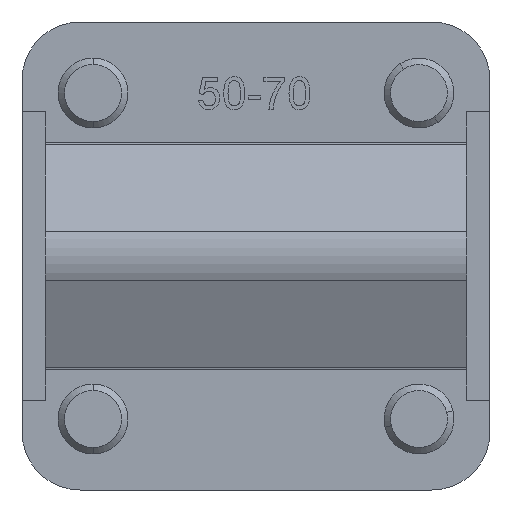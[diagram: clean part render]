
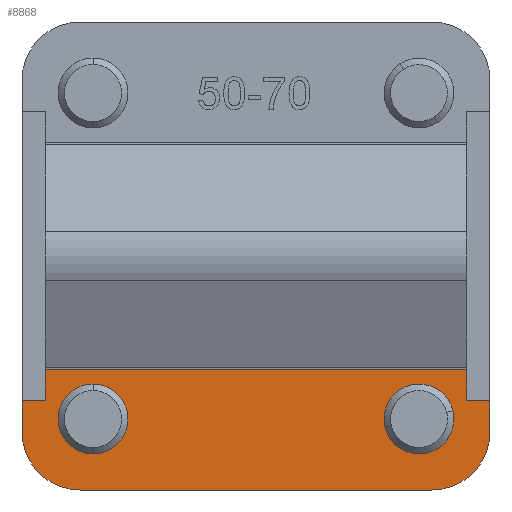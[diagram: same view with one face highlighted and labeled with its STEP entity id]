
A CAD part, front view. The second image highlights one B-rep face of the part: STEP entity #8868.
In plain terms, the highlighted face is planar.
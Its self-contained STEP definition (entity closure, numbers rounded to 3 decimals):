
#19 = DIRECTION ( 'NONE',  ( 0., 1., 0. ) ) ;
#190 = EDGE_LOOP ( 'NONE', ( #7454, #6533 ) ) ;
#214 = VECTOR ( 'NONE', #308, 1000. ) ;
#240 = VERTEX_POINT ( 'NONE', #5972 ) ;
#251 = ORIENTED_EDGE ( 'NONE', *, *, #10416, .F. ) ;
#308 = DIRECTION ( 'NONE',  ( -1., 0., 0. ) ) ;
#392 = DIRECTION ( 'NONE',  ( 0., 0., 1. ) ) ;
#563 = VERTEX_POINT ( 'NONE', #2451 ) ;
#576 = VECTOR ( 'NONE', #7340, 1000. ) ;
#583 = ORIENTED_EDGE ( 'NONE', *, *, #1122, .F. ) ;
#717 = DIRECTION ( 'NONE',  ( 0., 0., 1. ) ) ;
#755 = PLANE ( 'NONE',  #4010 ) ;
#760 = CARTESIAN_POINT ( 'NONE',  ( 14., 0., 14. ) ) ;
#955 = LINE ( 'NONE', #6236, #5592 ) ;
#1047 = VECTOR ( 'NONE', #7159, 1000. ) ;
#1122 = EDGE_CURVE ( 'NONE', #2821, #5189, #4653, .T. ) ;
#1177 = CARTESIAN_POINT ( 'NONE',  ( -20.1, 0., 12.4 ) ) ;
#1267 = CIRCLE ( 'NONE', #6704, 5. ) ;
#1520 = DIRECTION ( 'NONE',  ( 0., 1., 0. ) ) ;
#1557 = CARTESIAN_POINT ( 'NONE',  ( 20.1, 0., 12.4 ) ) ;
#1618 = ORIENTED_EDGE ( 'NONE', *, *, #8249, .T. ) ;
#1634 = LINE ( 'NONE', #3341, #9023 ) ;
#1834 = CARTESIAN_POINT ( 'NONE',  ( -18.1, 0., 12.4 ) ) ;
#2100 = CARTESIAN_POINT ( 'NONE',  ( -18.1, 0., 20.1 ) ) ;
#2101 = VERTEX_POINT ( 'NONE', #1557 ) ;
#2310 = EDGE_CURVE ( 'NONE', #5179, #7624, #4628, .T. ) ;
#2333 = CARTESIAN_POINT ( 'NONE',  ( 15.1, 0., 15.1 ) ) ;
#2407 = LINE ( 'NONE', #4573, #1047 ) ;
#2414 = EDGE_CURVE ( 'NONE', #8359, #5179, #1634, .T. ) ;
#2451 = CARTESIAN_POINT ( 'NONE',  ( 20.1, 0., 15.1 ) ) ;
#2487 = FACE_OUTER_BOUND ( 'NONE', #8075, .T. ) ;
#2554 = LINE ( 'NONE', #6528, #214 ) ;
#2774 = VERTEX_POINT ( 'NONE', #4759 ) ;
#2821 = VERTEX_POINT ( 'NONE', #5642 ) ;
#3154 = CARTESIAN_POINT ( 'NONE',  ( -14., 0., 14. ) ) ;
#3168 = EDGE_CURVE ( 'NONE', #240, #8872, #4627, .T. ) ;
#3341 = CARTESIAN_POINT ( 'NONE',  ( -20.1, 0., 20.1 ) ) ;
#3537 = VERTEX_POINT ( 'NONE', #7628 ) ;
#3677 = EDGE_CURVE ( 'NONE', #563, #2101, #955, .T. ) ;
#3768 = CARTESIAN_POINT ( 'NONE',  ( 14., 0., 11.5 ) ) ;
#3837 = CIRCLE ( 'NONE', #10236, 5. ) ;
#3882 = CARTESIAN_POINT ( 'NONE',  ( 14., 0., 14. ) ) ;
#3889 = DIRECTION ( 'NONE',  ( 0., 1., 0. ) ) ;
#3936 = CIRCLE ( 'NONE', #6630, 2.5 ) ;
#3944 = VERTEX_POINT ( 'NONE', #9310 ) ;
#4010 = AXIS2_PLACEMENT_3D ( 'NONE', #5981, #1520, #717 ) ;
#4036 = DIRECTION ( 'NONE',  ( 0., 0., 1. ) ) ;
#4281 = ORIENTED_EDGE ( 'NONE', *, *, #5757, .T. ) ;
#4307 = CARTESIAN_POINT ( 'NONE',  ( -15.1, 0., 15.1 ) ) ;
#4573 = CARTESIAN_POINT ( 'NONE',  ( 18.1, 0., 20.1 ) ) ;
#4627 = LINE ( 'NONE', #7908, #8900 ) ;
#4628 = LINE ( 'NONE', #9417, #8366 ) ;
#4653 = CIRCLE ( 'NONE', #7146, 2.5 ) ;
#4686 = DIRECTION ( 'NONE',  ( 0., 0., -1. ) ) ;
#4759 = CARTESIAN_POINT ( 'NONE',  ( -14., 0., 11.5 ) ) ;
#5092 = AXIS2_PLACEMENT_3D ( 'NONE', #9966, #3889, #10799 ) ;
#5137 = CIRCLE ( 'NONE', #5092, 2.5 ) ;
#5179 = VERTEX_POINT ( 'NONE', #1177 ) ;
#5189 = VERTEX_POINT ( 'NONE', #3768 ) ;
#5262 = EDGE_CURVE ( 'NONE', #5189, #2821, #3936, .T. ) ;
#5489 = FACE_BOUND ( 'NONE', #6926, .T. ) ;
#5592 = VECTOR ( 'NONE', #9796, 1000. ) ;
#5642 = CARTESIAN_POINT ( 'NONE',  ( 14., 0., 16.5 ) ) ;
#5757 = EDGE_CURVE ( 'NONE', #3944, #3537, #2554, .T. ) ;
#5823 = ORIENTED_EDGE ( 'NONE', *, *, #2310, .F. ) ;
#5972 = CARTESIAN_POINT ( 'NONE',  ( 15.1, 0., 20.1 ) ) ;
#5981 = CARTESIAN_POINT ( 'NONE',  ( 20.1, 0., 20.1 ) ) ;
#6187 = EDGE_CURVE ( 'NONE', #7496, #3944, #2407, .T. ) ;
#6236 = CARTESIAN_POINT ( 'NONE',  ( 20.1, 0., 20.1 ) ) ;
#6351 = EDGE_CURVE ( 'NONE', #8740, #2774, #5137, .T. ) ;
#6438 = EDGE_CURVE ( 'NONE', #2774, #8740, #7617, .T. ) ;
#6528 = CARTESIAN_POINT ( 'NONE',  ( 20.1, 0., 9.761 ) ) ;
#6533 = ORIENTED_EDGE ( 'NONE', *, *, #6438, .F. ) ;
#6563 = VECTOR ( 'NONE', #4686, 1000. ) ;
#6580 = DIRECTION ( 'NONE',  ( 0., 1., 0. ) ) ;
#6630 = AXIS2_PLACEMENT_3D ( 'NONE', #3882, #9091, #392 ) ;
#6683 = AXIS2_PLACEMENT_3D ( 'NONE', #3154, #6580, #4036 ) ;
#6704 = AXIS2_PLACEMENT_3D ( 'NONE', #4307, #8537, #10325 ) ;
#6873 = DIRECTION ( 'NONE',  ( 0., 0., 1. ) ) ;
#6909 = ORIENTED_EDGE ( 'NONE', *, *, #8814, .T. ) ;
#6926 = EDGE_LOOP ( 'NONE', ( #583, #8297 ) ) ;
#7045 = CARTESIAN_POINT ( 'NONE',  ( 18.1, 0., 12.4 ) ) ;
#7146 = AXIS2_PLACEMENT_3D ( 'NONE', #760, #9405, #6873 ) ;
#7159 = DIRECTION ( 'NONE',  ( 0., 0., -1. ) ) ;
#7340 = DIRECTION ( 'NONE',  ( -1., 0., 0. ) ) ;
#7454 = ORIENTED_EDGE ( 'NONE', *, *, #6351, .F. ) ;
#7496 = VERTEX_POINT ( 'NONE', #7045 ) ;
#7617 = CIRCLE ( 'NONE', #6683, 2.5 ) ;
#7624 = VERTEX_POINT ( 'NONE', #1834 ) ;
#7628 = CARTESIAN_POINT ( 'NONE',  ( -18.1, 0., 9.761 ) ) ;
#7908 = CARTESIAN_POINT ( 'NONE',  ( 20.1, 0., 20.1 ) ) ;
#8075 = EDGE_LOOP ( 'NONE', ( #10090, #11017, #10854, #1618, #9480, #4281, #251, #5823, #10459, #6909 ) ) ;
#8249 = EDGE_CURVE ( 'NONE', #2101, #7496, #10699, .T. ) ;
#8297 = ORIENTED_EDGE ( 'NONE', *, *, #5262, .F. ) ;
#8359 = VERTEX_POINT ( 'NONE', #8734 ) ;
#8366 = VECTOR ( 'NONE', #11145, 1000. ) ;
#8388 = FACE_BOUND ( 'NONE', #190, .T. ) ;
#8537 = DIRECTION ( 'NONE',  ( 0., 1., 0. ) ) ;
#8734 = CARTESIAN_POINT ( 'NONE',  ( -20.1, 0., 15.1 ) ) ;
#8740 = VERTEX_POINT ( 'NONE', #10973 ) ;
#8814 = EDGE_CURVE ( 'NONE', #8359, #8872, #1267, .T. ) ;
#8868 = ADVANCED_FACE ( 'NONE', ( #5489, #8388, #2487 ), #755, .T. ) ;
#8872 = VERTEX_POINT ( 'NONE', #10399 ) ;
#8900 = VECTOR ( 'NONE', #9727, 1000. ) ;
#9023 = VECTOR ( 'NONE', #9346, 1000. ) ;
#9091 = DIRECTION ( 'NONE',  ( 0., 1., 0. ) ) ;
#9310 = CARTESIAN_POINT ( 'NONE',  ( 18.1, 0., 9.761 ) ) ;
#9346 = DIRECTION ( 'NONE',  ( 0., 0., -1. ) ) ;
#9405 = DIRECTION ( 'NONE',  ( 0., 1., 0. ) ) ;
#9417 = CARTESIAN_POINT ( 'NONE',  ( 20.1, 0., 12.4 ) ) ;
#9480 = ORIENTED_EDGE ( 'NONE', *, *, #6187, .T. ) ;
#9597 = DIRECTION ( 'NONE',  ( 0., 0., 1. ) ) ;
#9727 = DIRECTION ( 'NONE',  ( -1., 0., 0. ) ) ;
#9796 = DIRECTION ( 'NONE',  ( 0., 0., -1. ) ) ;
#9898 = CARTESIAN_POINT ( 'NONE',  ( 20.1, 0., 12.4 ) ) ;
#9955 = EDGE_CURVE ( 'NONE', #240, #563, #3837, .T. ) ;
#9966 = CARTESIAN_POINT ( 'NONE',  ( -14., 0., 14. ) ) ;
#10090 = ORIENTED_EDGE ( 'NONE', *, *, #3168, .F. ) ;
#10236 = AXIS2_PLACEMENT_3D ( 'NONE', #2333, #19, #9597 ) ;
#10325 = DIRECTION ( 'NONE',  ( 0., 0., 1. ) ) ;
#10399 = CARTESIAN_POINT ( 'NONE',  ( -15.1, 0., 20.1 ) ) ;
#10416 = EDGE_CURVE ( 'NONE', #7624, #3537, #11244, .T. ) ;
#10459 = ORIENTED_EDGE ( 'NONE', *, *, #2414, .F. ) ;
#10699 = LINE ( 'NONE', #9898, #576 ) ;
#10799 = DIRECTION ( 'NONE',  ( 0., 0., 1. ) ) ;
#10854 = ORIENTED_EDGE ( 'NONE', *, *, #3677, .T. ) ;
#10973 = CARTESIAN_POINT ( 'NONE',  ( -14., 0., 16.5 ) ) ;
#11017 = ORIENTED_EDGE ( 'NONE', *, *, #9955, .T. ) ;
#11145 = DIRECTION ( 'NONE',  ( 1., 0., 0. ) ) ;
#11244 = LINE ( 'NONE', #2100, #6563 ) ;
